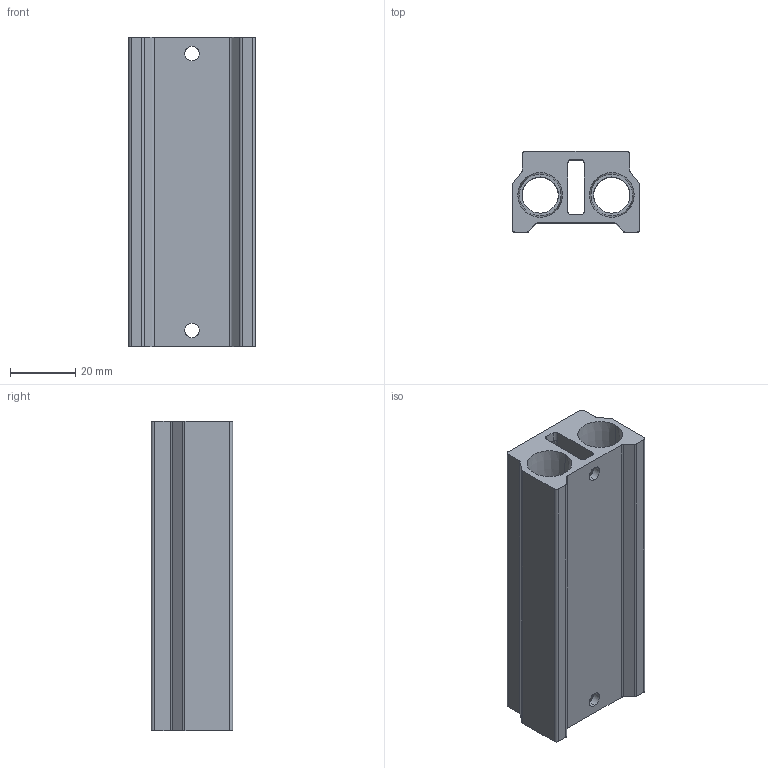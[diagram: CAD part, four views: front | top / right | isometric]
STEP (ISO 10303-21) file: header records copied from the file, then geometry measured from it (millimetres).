
FILE_DESCRIPTION (( 'STEP AP214' ), '1' );
FILE_NAME ('AM-314.step', '2016-07-27T15:07:10', ( '' ), ( '' ), 'SwSTEP 2.0', 'SolidWorks 2016', '' );
FILE_SCHEMA (( 'AUTOMOTIVE_DESIGN' ));
Length unit declared in the file: millimetre
Products named in the file (1): AM-314
Bounding box: 39 x 25 x 95 mm (x, y, z)
Volume: 48023.5 mm3; surface area: 25398.1 mm2
Topology: 1 solids, 1 shells, 154 faces, 432 edges, 264 vertices
Faces by surface type: cylinder 78, cone 42, plane 26, bspline 8
Entity records: 6102 total; most frequent: CARTESIAN_POINT 1967, ORIENTED_EDGE 832, DIRECTION 826, EDGE_CURVE 416, AXIS2_PLACEMENT_3D 327, VERTEX_POINT 264, EDGE_LOOP 184, CIRCLE 180
